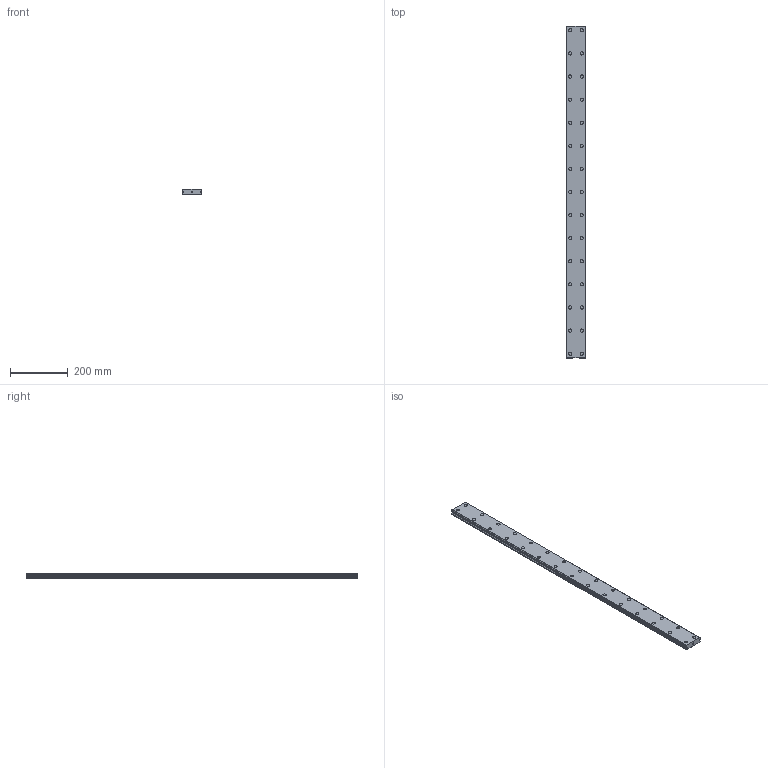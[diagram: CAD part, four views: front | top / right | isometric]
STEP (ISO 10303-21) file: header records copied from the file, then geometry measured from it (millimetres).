
FILE_DESCRIPTION(('STEP AP214'),'1');
FILE_NAME('cctmp_F9CB5BAF-E34C-4B74-AFCB-B84382D57042_2021_03_08_09_02_43_0223..stp','2021-03-08T08:02:43',('HIWIN GmbH'),('CADClick - www.CADClick.com'),'Spatial InterOp 3D',' ','unknown authorization');
FILE_SCHEMA(('AUTOMOTIVE_DESIGN'));
Length unit declared in the file: millimetre
Products named in the file (1): WER35R1150H_FILE
Bounding box: 69 x 1150 x 19 mm (x, y, z)
Volume: 1386313.7 mm3; surface area: 226371.3 mm2
Topology: 1 solids, 1 shells, 373 faces, 831 edges, 554 vertices
Faces by surface type: cylinder 198, plane 175
Entity records: 13509 total; most frequent: DIRECTION 1975, CARTESIAN_POINT 1759, ORIENTED_EDGE 1662, EDGE_CURVE 831, AXIS2_PLACEMENT_3D 770, VERTEX_POINT 554, EDGE_LOOP 467, LINE 435
